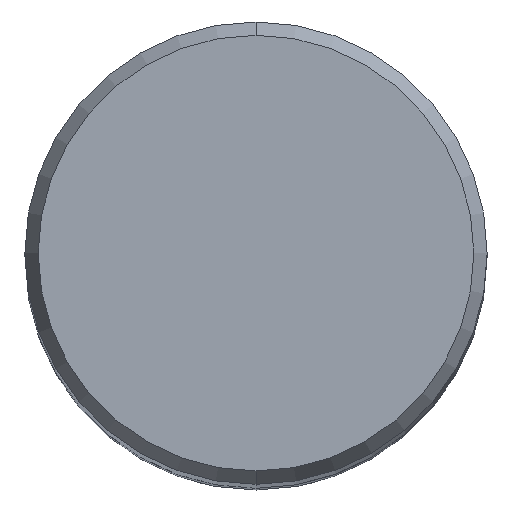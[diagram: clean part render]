
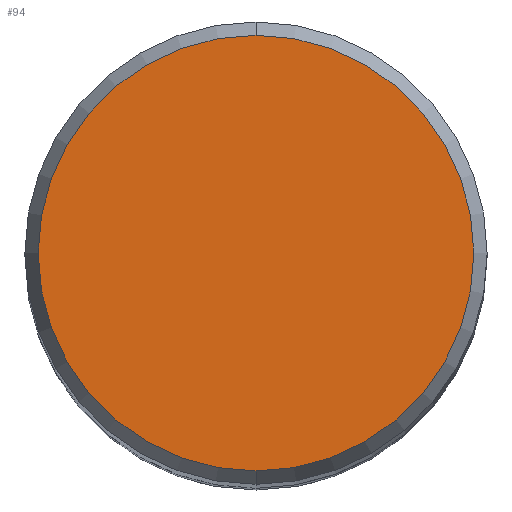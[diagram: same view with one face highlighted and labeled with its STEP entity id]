
A CAD part, top view. The second image highlights one B-rep face of the part: STEP entity #94.
In plain terms, the highlighted planar face has unit normal (0, 0, 1).
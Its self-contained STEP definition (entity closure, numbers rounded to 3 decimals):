
#94=ADVANCED_FACE('',(#235),#236,.T.);
#106=EDGE_CURVE('',#140,#198,#248,.T.);
#140=VERTEX_POINT('',#287);
#194=EDGE_CURVE('',#198,#140,#350,.T.);
#198=VERTEX_POINT('',#354);
#235=FACE_OUTER_BOUND('',#385,.T.);
#236=PLANE('',#386);
#248=CIRCLE('',#401,3.746);
#287=CARTESIAN_POINT('',(0.,-3.746,0.01));
#350=CIRCLE('',#530,3.746);
#354=CARTESIAN_POINT('',(0.0,3.746,0.01));
#385=EDGE_LOOP('',(#560,#561));
#386=AXIS2_PLACEMENT_3D('',#562,#563,#564);
#401=AXIS2_PLACEMENT_3D('',#571,#572,#573);
#530=AXIS2_PLACEMENT_3D('',#713,#714,#715);
#560=ORIENTED_EDGE('',*,*,#194,.F.);
#561=ORIENTED_EDGE('',*,*,#106,.F.);
#562=CARTESIAN_POINT('',(0.0,1.873,0.01));
#563=DIRECTION('',(-0.0,0.0,1.0));
#564=DIRECTION('',(0.0,-1.0,0.0));
#571=CARTESIAN_POINT('',(0.0,0.0,0.01));
#572=DIRECTION('',(0.0,0.0,-1.0));
#573=DIRECTION('',(0.0,1.0,0.0));
#713=CARTESIAN_POINT('',(0.0,0.0,0.01));
#714=DIRECTION('',(0.0,0.0,-1.0));
#715=DIRECTION('',(0.0,1.0,0.0));
